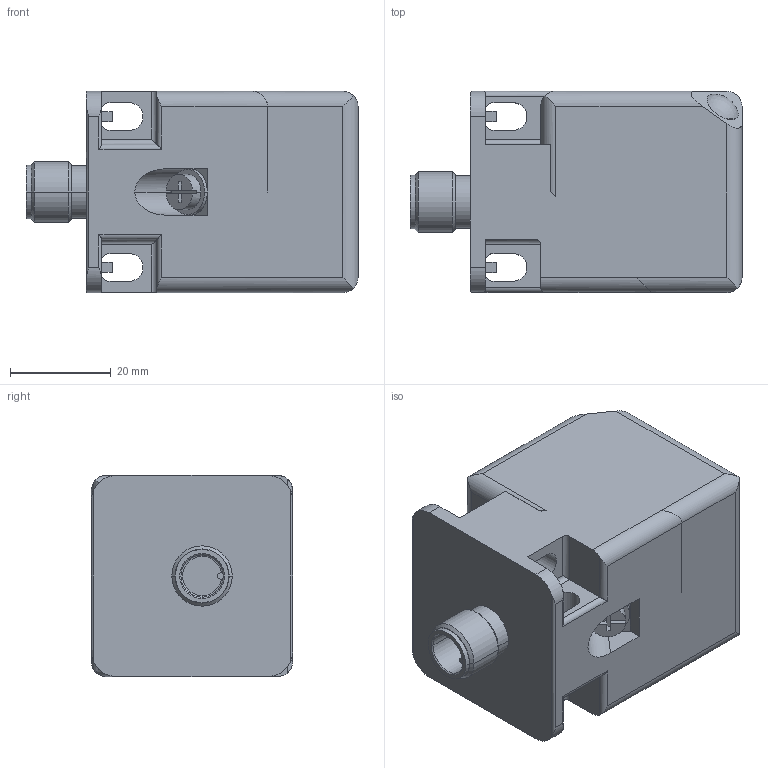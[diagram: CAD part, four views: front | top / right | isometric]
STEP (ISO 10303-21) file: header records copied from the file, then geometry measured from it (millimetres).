
FILE_DESCRIPTION( ( '' ), '1' );
FILE_NAME( 'im5139vorne_2_03.stp', '2008-10-07T05:55:10', ( '' ), ( '' ), ' ', ' ', ' ' );
FILE_SCHEMA( ( 'CONFIG_CONTROL_DESIGN' ) );
Length unit declared in the file: millimetre
Products named in the file (1): 1
Bounding box: 66 x 40 x 40 mm (x, y, z)
Volume: 78081.4 mm3; surface area: 15056 mm2
Topology: 1 solids, 1 shells, 222 faces, 604 edges, 400 vertices
Faces by surface type: plane 112, cylinder 97, cone 6, sphere 4, torus 3
Entity records: 7243 total; most frequent: CARTESIAN_POINT 1389, DIRECTION 1245, ORIENTED_EDGE 1208, EDGE_CURVE 604, AXIS2_PLACEMENT_3D 436, VERTEX_POINT 400, LINE 373, VECTOR 373
